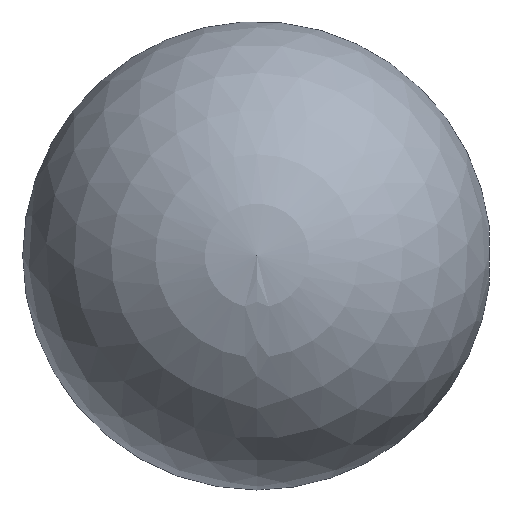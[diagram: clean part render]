
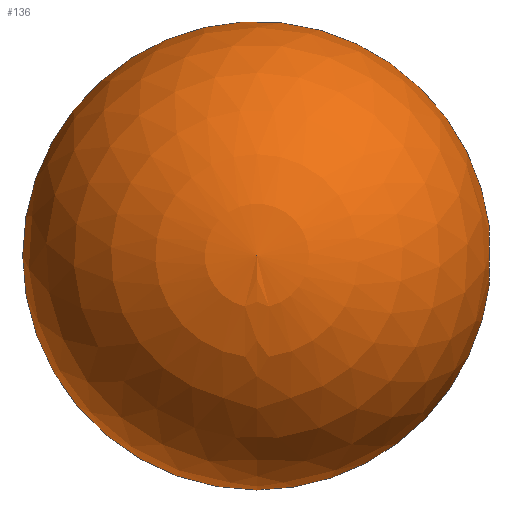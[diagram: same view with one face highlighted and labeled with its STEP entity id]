
A CAD part, left-side view. The second image highlights one B-rep face of the part: STEP entity #136.
In plain terms, the highlighted spherical face has radius 172.5 mm.
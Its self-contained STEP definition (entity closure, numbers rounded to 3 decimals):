
#4 = SPHERICAL_SURFACE ( 'NONE', #160, 172.5 ) ;
#8 = CARTESIAN_POINT ( 'NONE',  ( 0., -171.167, 21.4 ) ) ;
#12 = DIRECTION ( 'NONE',  ( -1., 0., 0. ) ) ;
#14 = DIRECTION ( 'NONE',  ( 0., 0., -1. ) ) ;
#15 = DIRECTION ( 'NONE',  ( 0., 0., 1. ) ) ;
#17 = EDGE_CURVE ( 'NONE', #44, #71, #113, .T. ) ;
#29 = CARTESIAN_POINT ( 'NONE',  ( 0., -171.167, -21.4 ) ) ;
#37 = DIRECTION ( 'NONE',  ( 0., 0., -1. ) ) ;
#42 = AXIS2_PLACEMENT_3D ( 'NONE', #58, #96, #72 ) ;
#44 = VERTEX_POINT ( 'NONE', #29 ) ;
#49 = CARTESIAN_POINT ( 'NONE',  ( 0., 0., 0. ) ) ;
#58 = CARTESIAN_POINT ( 'NONE',  ( 0., -171.167, 0. ) ) ;
#62 = ORIENTED_EDGE ( 'NONE', *, *, #17, .T. ) ;
#71 = VERTEX_POINT ( 'NONE', #8 ) ;
#72 = DIRECTION ( 'NONE',  ( 0., 0., 1. ) ) ;
#74 = ORIENTED_EDGE ( 'NONE', *, *, #86, .F. ) ;
#76 = CARTESIAN_POINT ( 'NONE',  ( 0., 0., 0. ) ) ;
#84 = AXIS2_PLACEMENT_3D ( 'NONE', #76, #164, #37 ) ;
#86 = EDGE_CURVE ( 'NONE', #44, #95, #132, .T. ) ;
#87 = CARTESIAN_POINT ( 'NONE',  ( 0., 172.5, 0. ) ) ;
#95 = VERTEX_POINT ( 'NONE', #87 ) ;
#96 = DIRECTION ( 'NONE',  ( 0., 1., 0. ) ) ;
#98 = ORIENTED_EDGE ( 'NONE', *, *, #163, .T. ) ;
#113 = CIRCLE ( 'NONE', #42, 21.4 ) ;
#118 = DIRECTION ( 'NONE',  ( -1., 0., 0. ) ) ;
#124 = AXIS2_PLACEMENT_3D ( 'NONE', #49, #118, #15 ) ;
#126 = EDGE_LOOP ( 'NONE', ( #62, #98, #74 ) ) ;
#131 = FACE_OUTER_BOUND ( 'NONE', #126, .T. ) ;
#132 = CIRCLE ( 'NONE', #84, 172.5 ) ;
#136 = ADVANCED_FACE ( 'NONE', ( #131 ), #4, .T. ) ;
#141 = CARTESIAN_POINT ( 'NONE',  ( 0., 0., 0. ) ) ;
#153 = CIRCLE ( 'NONE', #124, 172.5 ) ;
#160 = AXIS2_PLACEMENT_3D ( 'NONE', #141, #12, #14 ) ;
#163 = EDGE_CURVE ( 'NONE', #71, #95, #153, .T. ) ;
#164 = DIRECTION ( 'NONE',  ( 1., 0., 0. ) ) ;
